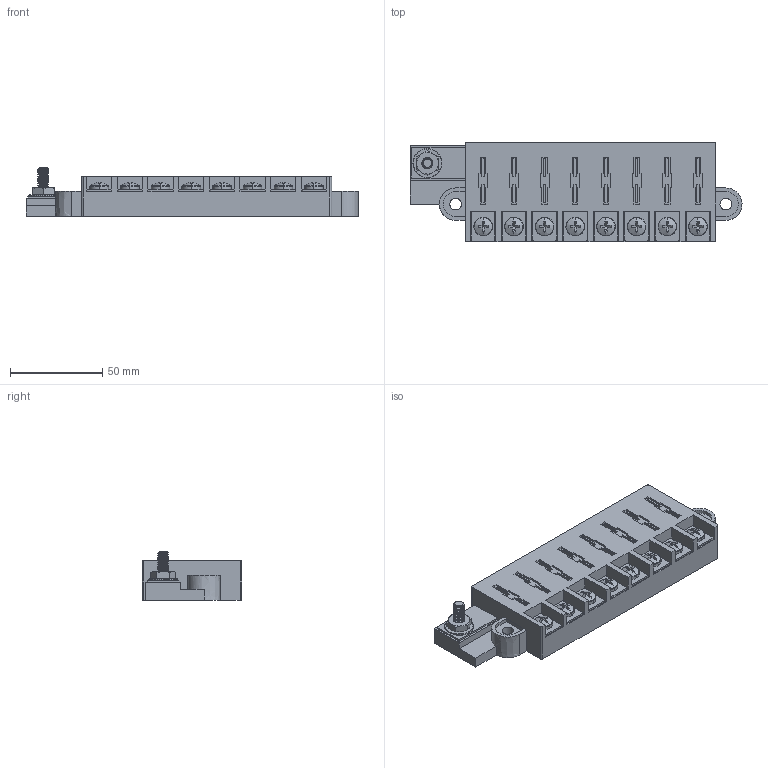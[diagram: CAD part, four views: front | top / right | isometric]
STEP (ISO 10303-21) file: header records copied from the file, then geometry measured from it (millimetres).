
FILE_DESCRIPTION(('FreeCAD Model'),'2;1');
FILE_NAME('Open CASCADE Shape Model','2025-05-03T05:38:08',('FreeCAD'),( 'FreeCAD'),'Open CASCADE STEP processor 7.6','FreeCAD','Unknown');
FILE_SCHEMA(('AUTOMOTIVE_DESIGN { 1 0 10303 214 1 1 1 1 }'));
Length unit declared in the file: millimetre
Products named in the file (1): Open CASCADE STEP translator 7.6 1
Bounding box: 179.64 x 54.05 x 26.32 mm (x, y, z)
Volume: 156637.5 mm3; surface area: 41734.4 mm2
Topology: 20 solids, 20 shells, 932 faces, 2398 edges, 1547 vertices
Faces by surface type: bspline 932
Entity records: 32384 total; most frequent: CARTESIAN_POINT 18587, ORIENTED_EDGE 4796, EDGE_CURVE 2398, VERTEX_POINT 1547, B_SPLINE_CURVE_WITH_KNOTS 1396, FACE_BOUND 995, EDGE_LOOP 995, ADVANCED_FACE 932
